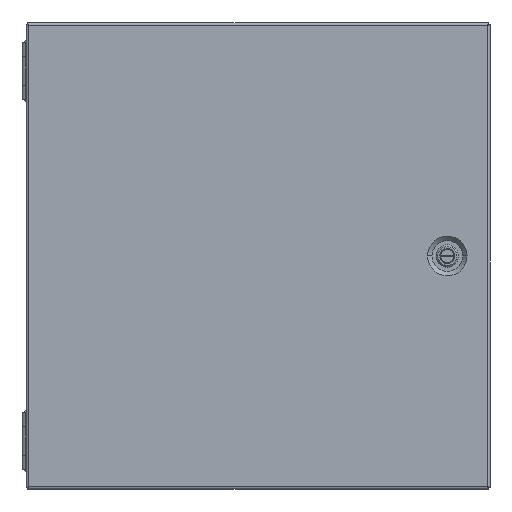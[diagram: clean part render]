
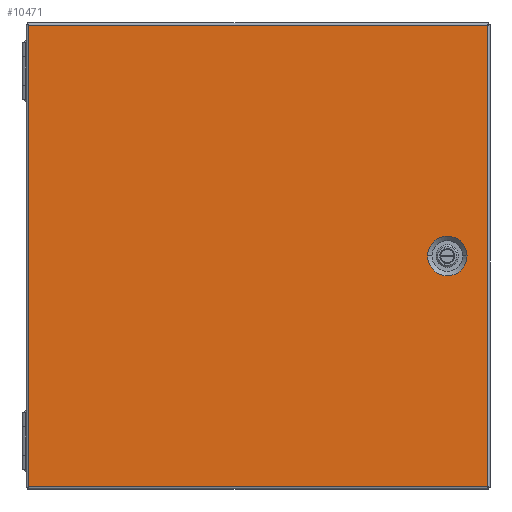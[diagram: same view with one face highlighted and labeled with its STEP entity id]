
A CAD part, top view. The second image highlights one B-rep face of the part: STEP entity #10471.
In plain terms, the highlighted planar face has unit normal (0, 0, 1).
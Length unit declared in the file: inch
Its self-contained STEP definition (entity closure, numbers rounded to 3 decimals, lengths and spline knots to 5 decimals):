
#1081 = DIRECTION ( 'NONE',  ( 0., -1., 0. ) ) ;
#1481 = DIRECTION ( 'NONE',  ( 0., 0., -1. ) ) ;
#1941 = LINE ( 'NONE', #8157, #3260 ) ;
#2891 = VERTEX_POINT ( 'NONE', #24495 ) ;
#3260 = VECTOR ( 'NONE', #9684, 39.37008 ) ;
#3483 = LINE ( 'NONE', #19559, #15711 ) ;
#3708 = EDGE_CURVE ( 'NONE', #7135, #5746, #24907, .T. ) ;
#4889 = LINE ( 'NONE', #10460, #25067 ) ;
#5261 = DIRECTION ( 'NONE',  ( 1., 0., 0. ) ) ;
#5298 = CARTESIAN_POINT ( 'NONE',  ( 6.6285, 0.0005, 6.118 ) ) ;
#5335 = CARTESIAN_POINT ( 'NONE',  ( 8.0425, -8.1035, 6.118 ) ) ;
#5436 = EDGE_CURVE ( 'NONE', #5746, #2891, #3483, .T. ) ;
#5746 = VERTEX_POINT ( 'NONE', #5335 ) ;
#5846 = ORIENTED_EDGE ( 'NONE', *, *, #5436, .T. ) ;
#6053 = AXIS2_PLACEMENT_3D ( 'NONE', #24648, #22379, #16536 ) ;
#7135 = VERTEX_POINT ( 'NONE', #9783 ) ;
#7533 = CARTESIAN_POINT ( 'NONE',  ( 8.0425, -8.1035, 6.118 ) ) ;
#7715 = ORIENTED_EDGE ( 'NONE', *, *, #17450, .T. ) ;
#8047 = CIRCLE ( 'NONE', #6053, 0.69489 ) ;
#8157 = CARTESIAN_POINT ( 'NONE',  ( 8.0425, 8.1045, 6.118 ) ) ;
#8371 = CARTESIAN_POINT ( 'NONE',  ( -8.0855, 8.1045, 6.118 ) ) ;
#8955 = FACE_BOUND ( 'NONE', #9129, .T. ) ;
#9129 = EDGE_LOOP ( 'NONE', ( #16776, #10432 ) ) ;
#9215 = DIRECTION ( 'NONE',  ( 1., 0., 0. ) ) ;
#9684 = DIRECTION ( 'NONE',  ( -1., 0., 0. ) ) ;
#9783 = CARTESIAN_POINT ( 'NONE',  ( -8.0855, -8.1035, 6.118 ) ) ;
#10432 = ORIENTED_EDGE ( 'NONE', *, *, #21635, .T. ) ;
#10460 = CARTESIAN_POINT ( 'NONE',  ( -8.0855, -8.1035, 6.118 ) ) ;
#10471 = ADVANCED_FACE ( 'NONE', ( #8955, #12737 ), #10981, .T. ) ;
#10837 = DIRECTION ( 'NONE',  ( 0., 0., 1. ) ) ;
#10981 = PLANE ( 'NONE',  #21695 ) ;
#11237 = CARTESIAN_POINT ( 'NONE',  ( 7.32339, 0.0005, 6.118 ) ) ;
#11837 = EDGE_CURVE ( 'NONE', #16408, #21593, #22462, .T. ) ;
#12737 = FACE_OUTER_BOUND ( 'NONE', #14168, .T. ) ;
#13640 = VERTEX_POINT ( 'NONE', #8371 ) ;
#14168 = EDGE_LOOP ( 'NONE', ( #20573, #7715, #14914, #5846 ) ) ;
#14914 = ORIENTED_EDGE ( 'NONE', *, *, #3708, .T. ) ;
#15265 = DIRECTION ( 'NONE',  ( 1., 0., 0. ) ) ;
#15711 = VECTOR ( 'NONE', #23226, 39.37008 ) ;
#16408 = VERTEX_POINT ( 'NONE', #11237 ) ;
#16536 = DIRECTION ( 'NONE',  ( 1., 0., 0. ) ) ;
#16776 = ORIENTED_EDGE ( 'NONE', *, *, #11837, .T. ) ;
#17450 = EDGE_CURVE ( 'NONE', #13640, #7135, #4889, .T. ) ;
#18336 = CARTESIAN_POINT ( 'NONE',  ( 5.93361, 0.0005, 6.118 ) ) ;
#18580 = CARTESIAN_POINT ( 'NONE',  ( 8.0425, -8.1035, 6.118 ) ) ;
#19559 = CARTESIAN_POINT ( 'NONE',  ( 8.0425, -8.1035, 6.118 ) ) ;
#20573 = ORIENTED_EDGE ( 'NONE', *, *, #25045, .T. ) ;
#21593 = VERTEX_POINT ( 'NONE', #18336 ) ;
#21635 = EDGE_CURVE ( 'NONE', #21593, #16408, #8047, .T. ) ;
#21695 = AXIS2_PLACEMENT_3D ( 'NONE', #18580, #10837, #5261 ) ;
#22379 = DIRECTION ( 'NONE',  ( 0., 0., -1. ) ) ;
#22462 = CIRCLE ( 'NONE', #24942, 0.69489 ) ;
#23025 = VECTOR ( 'NONE', #15265, 39.37008 ) ;
#23226 = DIRECTION ( 'NONE',  ( 0., 1., 0. ) ) ;
#24495 = CARTESIAN_POINT ( 'NONE',  ( 8.0425, 8.1045, 6.118 ) ) ;
#24648 = CARTESIAN_POINT ( 'NONE',  ( 6.6285, 0.0005, 6.118 ) ) ;
#24907 = LINE ( 'NONE', #7533, #23025 ) ;
#24942 = AXIS2_PLACEMENT_3D ( 'NONE', #5298, #1481, #9215 ) ;
#25045 = EDGE_CURVE ( 'NONE', #2891, #13640, #1941, .T. ) ;
#25067 = VECTOR ( 'NONE', #1081, 39.37008 ) ;
